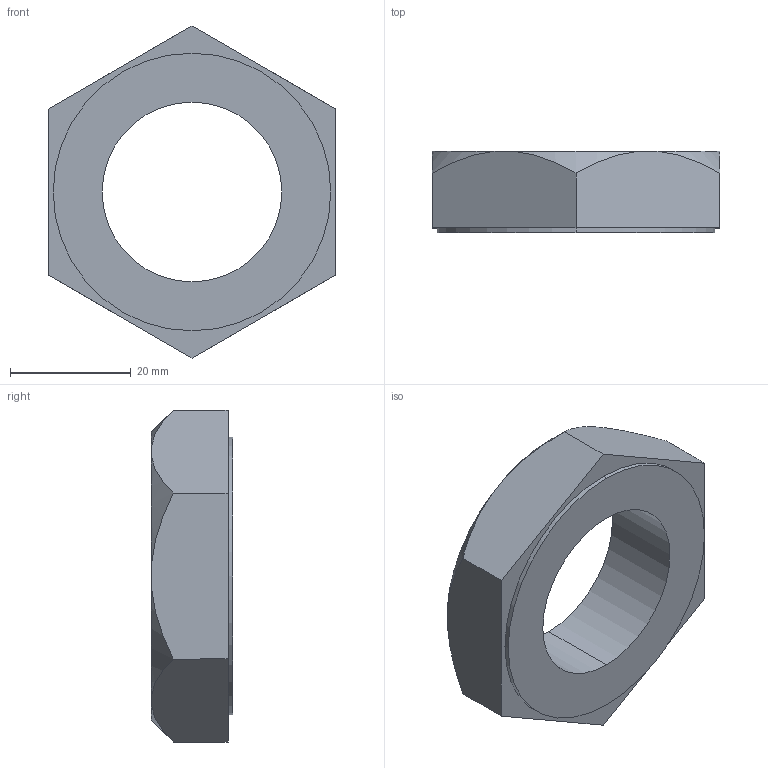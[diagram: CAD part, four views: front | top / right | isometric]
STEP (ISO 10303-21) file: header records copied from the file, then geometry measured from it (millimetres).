
FILE_DESCRIPTION (( 'STEP AP214' ), '1' );
FILE_NAME ('FN-114-12.step', '2017-08-21T12:57:36', ( '' ), ( '' ), 'SwSTEP 2.0', 'SolidWorks 2017', '' );
FILE_SCHEMA (( 'AUTOMOTIVE_DESIGN' ));
Length unit declared in the file: inch
Products named in the file (1): FN-114-12
Bounding box: 47.62 x 13.46 x 54.99 mm (x, y, z)
Volume: 16651.2 mm3; surface area: 5874.2 mm2
Topology: 1 solids, 1 shells, 20 faces, 50 edges, 33 vertices
Faces by surface type: plane 9, cone 7, cylinder 4
Entity records: 735 total; most frequent: CARTESIAN_POINT 192, ORIENTED_EDGE 100, DIRECTION 95, EDGE_CURVE 50, AXIS2_PLACEMENT_3D 36, VERTEX_POINT 33, VECTOR 23, EDGE_LOOP 23
